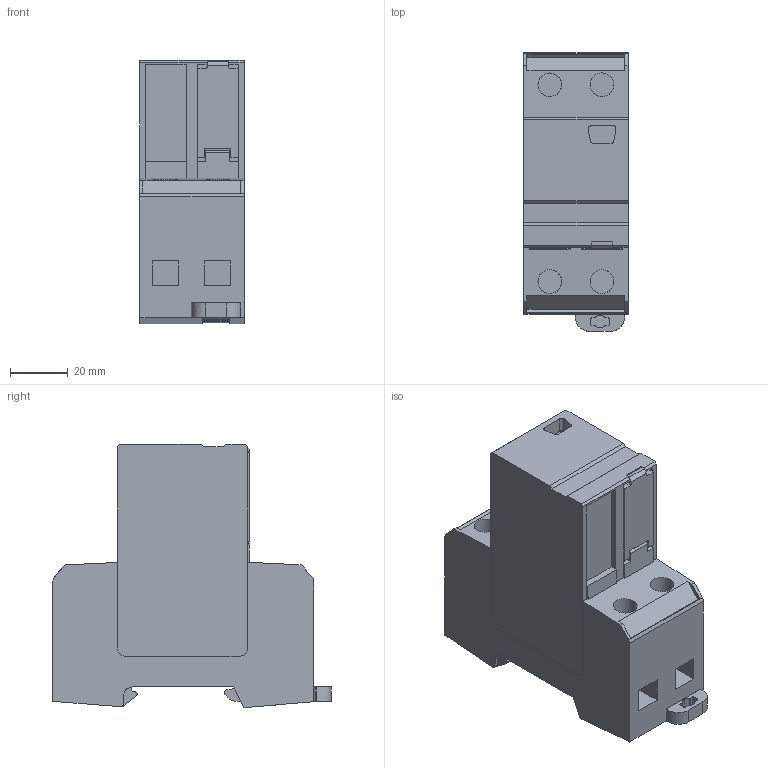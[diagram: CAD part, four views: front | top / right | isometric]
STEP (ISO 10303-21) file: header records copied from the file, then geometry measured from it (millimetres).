
FILE_DESCRIPTION(('CATIA V5 STEP Exchange','CAx-IF Rec.Pracs.--- Model Styling and Organization---1.4--- 2014-01-23'),'2;1');
FILE_NAME ('D1515900_0', '2022-01-13T09:48:14+00:00', ('none'), ('Weidmueller'), 'CATIA Version 5-6 Release 2016 SP3 HF44', 'CATIA V5 STEP AP214', 'none');
FILE_SCHEMA(('AUTOMOTIVE_DESIGN { 1 0 10303 214 1 1 1 1 }'));
Length unit declared in the file: millimetre
Products named in the file (1): S3D_VPU_AC_I_F_1_275_25
Bounding box: 36 x 96.23 x 91 mm (x, y, z)
Volume: 203232.9 mm3; surface area: 43768.3 mm2
Topology: 9 solids, 9 shells, 367 faces, 1080 edges, 756 vertices
Faces by surface type: plane 268, cylinder 76, extrusion 23
Entity records: 12836 total; most frequent: CARTESIAN_POINT 3014, ORIENTED_EDGE 2160, DIRECTION 1547, EDGE_CURVE 1080, VECTOR 875, LINE 852, VERTEX_POINT 756, AXIS2_PLACEMENT_3D 412
